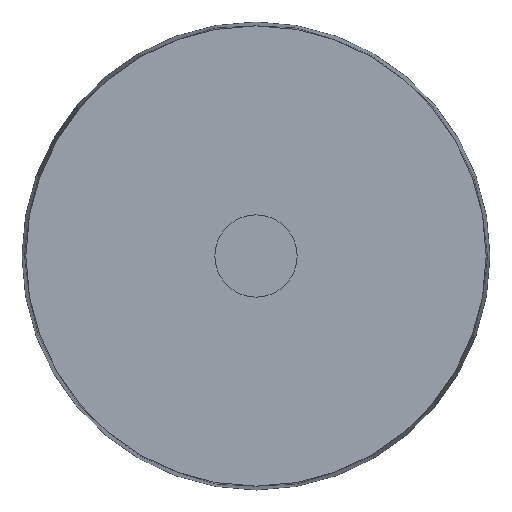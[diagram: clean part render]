
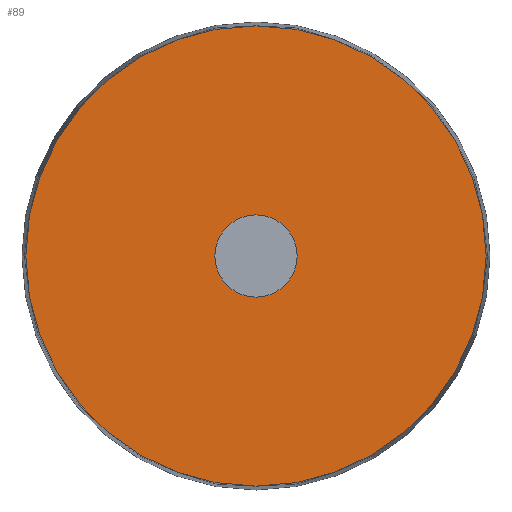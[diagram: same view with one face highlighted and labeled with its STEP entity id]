
A CAD part, left-side view. The second image highlights one B-rep face of the part: STEP entity #89.
In plain terms, the highlighted planar face has unit normal (-1, 0, 0).
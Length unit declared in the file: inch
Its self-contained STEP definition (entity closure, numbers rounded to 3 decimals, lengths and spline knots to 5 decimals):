
#15=FACE_BOUND($,#37,.T.);
#16=FACE_BOUND($,#38,.T.);
#37=EDGE_LOOP($,(#72));
#38=EDGE_LOOP($,(#73));
#49=CIRCLE($,#101,0.032);
#50=CIRCLE($,#103,0.179);
#56=VERTEX_POINT($,#150);
#57=VERTEX_POINT($,#153);
#63=EDGE_CURVE($,#56,#56,#49,.T.);
#64=EDGE_CURVE($,#57,#57,#50,.T.);
#72=ORIENTED_EDGE($,*,*,#63,.T.);
#73=ORIENTED_EDGE($,*,*,#64,.F.);
#84=PLANE($,#102);
#89=ADVANCED_FACE($,(#15,#16),#84,.T.);
#101=AXIS2_PLACEMENT_3D($,#151,#121,#122);
#102=AXIS2_PLACEMENT_3D($,#152,#123,#124);
#103=AXIS2_PLACEMENT_3D($,#154,#125,#126);
#121=DIRECTION('center_axis',(1.,0.,0.));
#122=DIRECTION('ref_axis',(0.,0.,-1.));
#123=DIRECTION('center_axis',(-1.,0.,0.));
#124=DIRECTION('ref_axis',(0.,0.,1.));
#125=DIRECTION('center_axis',(1.,0.,0.));
#126=DIRECTION('ref_axis',(0.,0.,-1.));
#150=CARTESIAN_POINT('',(-0.223,0.032,0.));
#151=CARTESIAN_POINT('Origin',(-0.223,0.,0.));
#152=CARTESIAN_POINT('Origin',(-0.223,0.179,0.));
#153=CARTESIAN_POINT('',(-0.223,0.179,0.));
#154=CARTESIAN_POINT('Origin',(-0.223,0.,0.));
